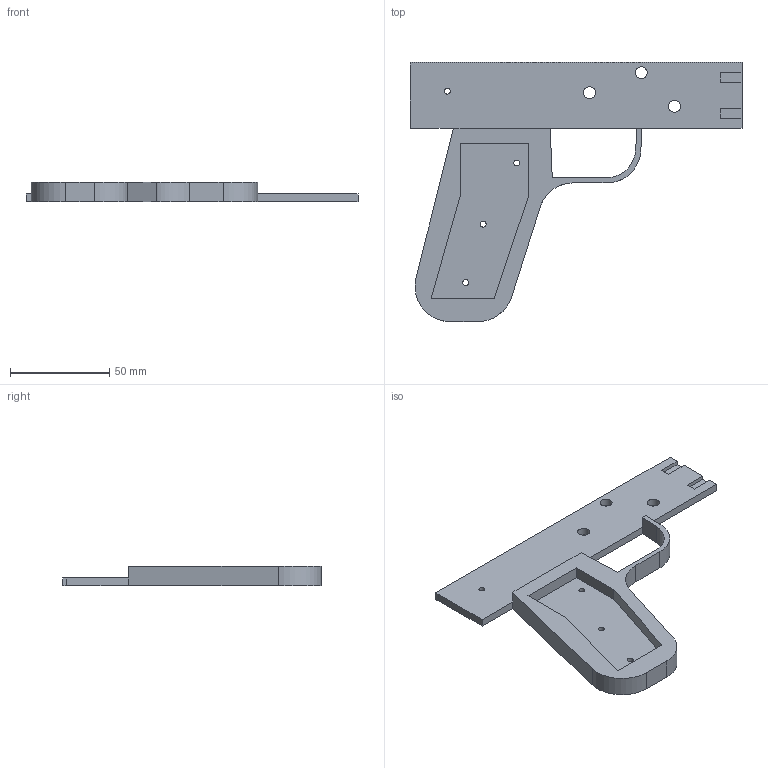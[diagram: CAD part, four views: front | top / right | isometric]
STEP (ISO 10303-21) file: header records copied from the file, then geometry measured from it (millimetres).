
FILE_DESCRIPTION(/* description */ (''),/* implementation_level */ '2;1');
FILE_NAME(/* name */ 'Component5.step',/* time_stamp */ '2025-08-04T11:55:02+09:00',/* author */ (''),/* organization */ (''),/* preprocessor_version */ 'ST-DEVELOPER v20.1',/* originating_system */ 'Autodesk Translation Framework v14.10.0.0',/* authorisation */ '');
FILE_SCHEMA (('AUTOMOTIVE_DESIGN { 1 0 10303 214 3 1 1 }'));
Length unit declared in the file: millimetre
Products named in the file (1): 2025-08-04-11-55-01-687
Bounding box: 167.16 x 130.4 x 10 mm (x, y, z)
Volume: 56993.8 mm3; surface area: 28197 mm2
Topology: 1 solids, 1 shells, 49 faces, 137 edges, 90 vertices
Faces by surface type: plane 37, cylinder 12
Full cylindrical faces by diameter (mm): 3 x4, 6 x3
Entity records: 1628 total; most frequent: CARTESIAN_POINT 277, ORIENTED_EDGE 274, DIRECTION 261, EDGE_CURVE 137, LINE 113, VECTOR 113, VERTEX_POINT 90, AXIS2_PLACEMENT_3D 74
